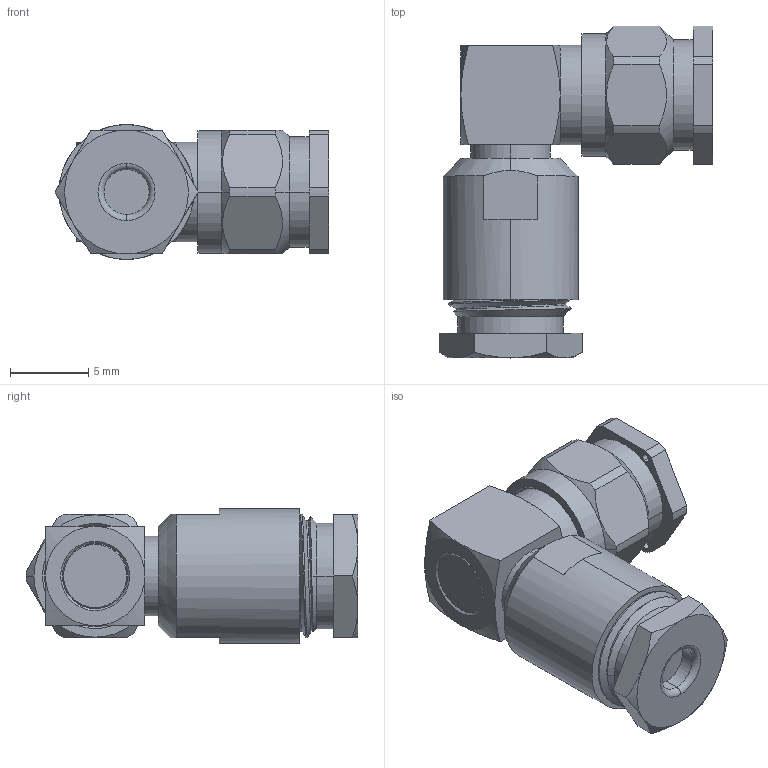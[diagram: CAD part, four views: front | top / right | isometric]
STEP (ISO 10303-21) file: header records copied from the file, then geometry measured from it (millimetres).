
FILE_DESCRIPTION((''),'2;1');
FILE_NAME('901-368-12_SW0002','2020-09-03T11:01:04',('Vijayaragavan'),(''),'CREO PARAMETRIC BY PTC INC, 2019444','CREO PARAMETRIC BY PTC INC, 2019444','');
FILE_SCHEMA(('CONFIG_CONTROL_DESIGN'));
Length unit declared in the file: millimetre
Products named in the file (1): 901-368-12_SW0002
Bounding box: 17.53 x 21.23 x 8.64 mm (x, y, z)
Volume: 1282 mm3; surface area: 1162.4 mm2
Topology: 1 solids, 1 shells, 150 faces, 361 edges, 228 vertices
Faces by surface type: cylinder 49, plane 44, cone 42, bspline 9, torus 6
Entity records: 7848 total; most frequent: CARTESIAN_POINT 4348, ORIENTED_EDGE 722, DIRECTION 717, EDGE_CURVE 361, AXIS2_PLACEMENT_3D 294, VERTEX_POINT 228, EDGE_LOOP 171, CIRCLE 153
